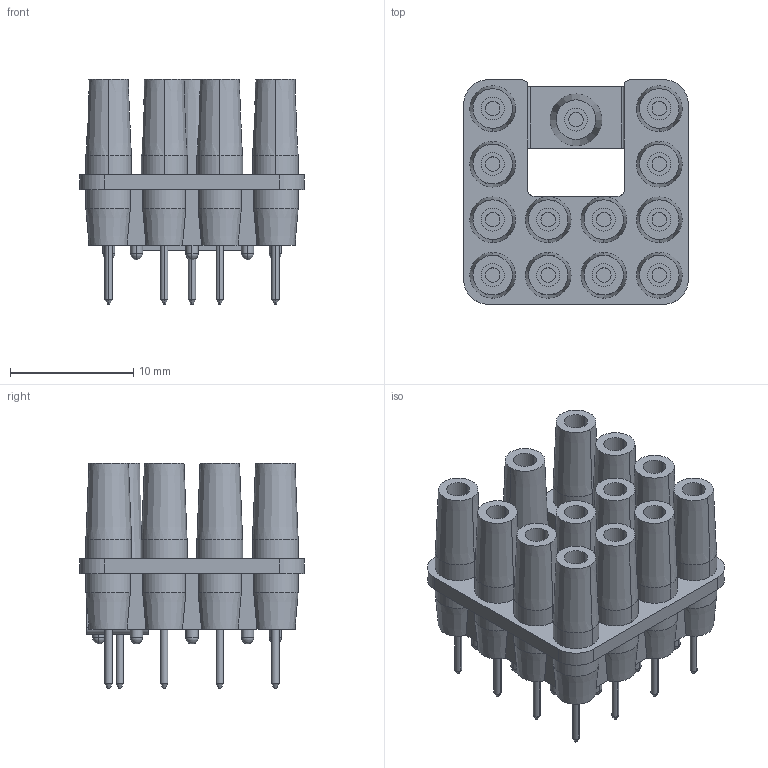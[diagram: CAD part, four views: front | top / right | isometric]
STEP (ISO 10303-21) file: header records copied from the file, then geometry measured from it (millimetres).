
FILE_DESCRIPTION((''),'2;1');
FILE_NAME('HARTING_09 12 012 9901.stp','2011-06-24T17:27:56',(''),(''),'Mechanical Desktop 2011','Mechanical Desktop 2011',', , ');
FILE_SCHEMA(('AUTOMOTIVE_DESIGN { 1 2 10303 214 1 1 1 1 }'));
Length unit declared in the file: millimetre
Products named in the file (1): Product
Bounding box: 18.2 x 18.2 x 18.3 mm (x, y, z)
Volume: 1904.8 mm3; surface area: 3002 mm2
Topology: 14 solids, 14 shells, 374 faces, 902 edges, 630 vertices
Faces by surface type: cylinder 154, plane 102, cone 74, sphere 44
Entity records: 10687 total; most frequent: DIRECTION 2026, CARTESIAN_POINT 1879, ORIENTED_EDGE 1604, AXIS2_PLACEMENT_3D 829, EDGE_CURVE 802, VERTEX_POINT 518, CIRCLE 454, EDGE_LOOP 438
